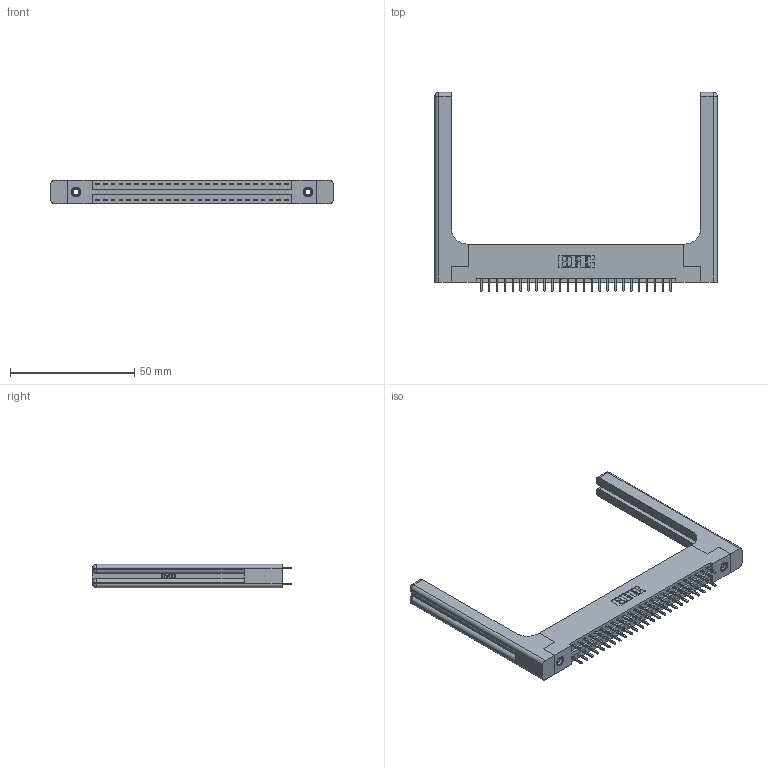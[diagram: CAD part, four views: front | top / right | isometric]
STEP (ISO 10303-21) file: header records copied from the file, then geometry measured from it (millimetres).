
FILE_DESCRIPTION (( 'STEP AP203' ), '1' );
FILE_NAME ('396-050-521-258.STEP', '2019-10-30T12:55:42', ( '' ), ( '' ), 'SwSTEP 2.0', 'SolidWorks 2016', '' );
FILE_SCHEMA (( 'CONFIG_CONTROL_DESIGN' ));
Length unit declared in the file: inch
Products named in the file (5): 396-050-521-258; 345-250-001_345-250-001-102; 346 Part_Flush Mounting Lugs - 0.156 Dia-TH; 346-220-058_345-220-058; 345-292-001_345-293-121
Assembly tree (55 placements, depth 2):
  396-050-521-258
    346 Part_Flush Mounting Lugs - 0.156 Dia-TH
    345-292-001_345-293-121  x50
    345-250-001_345-250-001-102  x2
    346-220-058_345-220-058  x2
Bounding box: 113.44 x 80.01 x 9.4 mm (x, y, z)
Volume: 18403.3 mm3; surface area: 19563.3 mm2
Topology: 55 solids, 55 shells, 2978 faces, 8745 edges, 5742 vertices
Faces by surface type: plane 1974, cylinder 944, bspline 36, cone 12, sphere 8, torus 4
Entity records: 23804 total; most frequent: CARTESIAN_POINT 4953, ORIENTED_EDGE 3684, DIRECTION 3350, EDGE_CURVE 1842, VECTOR 1518, LINE 1518, VERTEX_POINT 1218, AXIS2_PLACEMENT_3D 916
